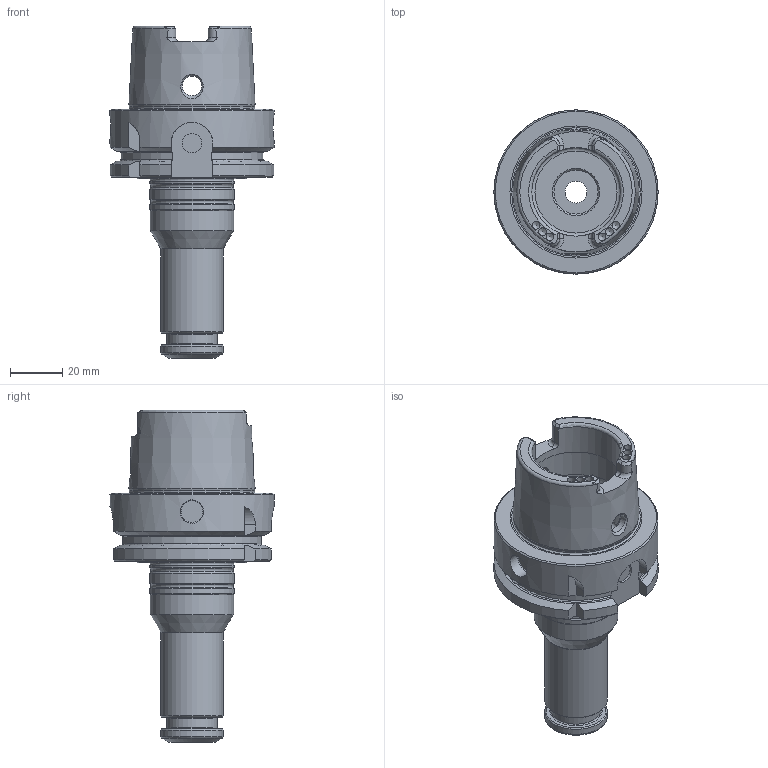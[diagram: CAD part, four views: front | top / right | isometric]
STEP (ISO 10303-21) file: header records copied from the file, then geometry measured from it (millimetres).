
FILE_DESCRIPTION(/* description */ (''),/* implementation_level */ '2;1');
FILE_NAME(/* name */ '456371550.stp',/* time_stamp */ '2022-08-23T13:16:05',/* author */ ('Ratnasingam Jekanthan'),/* organization */ ('REGO-FIX'),/* preprocessor_version */ ' Unknown',/* originating_system */ 'SIEMENS PLM Software Solid Edge ST10',/* authorization */ 'Unknown');
FILE_SCHEMA (('AUTOMOTIVE_DESIGN { 1 0 10303 214 2 1 1}'));
Length unit declared in the file: millimetre
Products named in the file (1): NOCUT
Bounding box: 63 x 63 x 127.5 mm (x, y, z)
Volume: 110235.5 mm3; surface area: 31484.9 mm2
Topology: 1 solids, 1 shells, 169 faces, 432 edges, 273 vertices
Faces by surface type: plane 50, cylinder 47, cone 43, torus 29
Full cylindrical faces by diameter (mm): 3 x6, 7.5 x3, 8.4 x1, 9 x1, 10 x1, 15 x1, 16.917 x1, 19.5 x1, 20 x1, 24 x2, 32 x1, 32.5 x4, 34 x2, 40 x1, 48.039 x1, 63 x1
Entity records: 5975 total; most frequent: CARTESIAN_POINT 1208, DIRECTION 732, ORIENTED_EDGE 648, EDGE_CURVE 324, AXIS2_PLACEMENT_3D 321, FACE_BOUND 265, EDGE_LOOP 259, VERTEX_POINT 247
